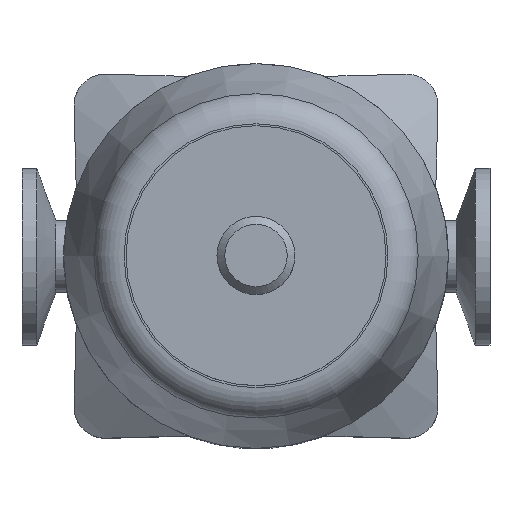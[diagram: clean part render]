
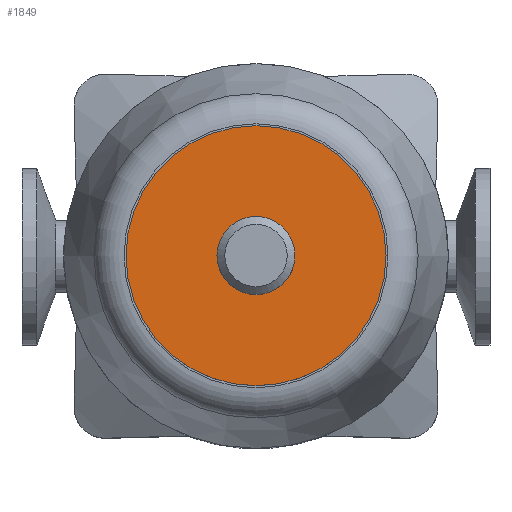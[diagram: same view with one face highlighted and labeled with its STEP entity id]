
A CAD part, top view. The second image highlights one B-rep face of the part: STEP entity #1849.
In plain terms, the highlighted planar face has unit normal (0, 0, 1).
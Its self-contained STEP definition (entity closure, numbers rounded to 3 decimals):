
#155=PLANE('',#2081);
#265=FACE_OUTER_BOUND('',#389,.T.);
#389=EDGE_LOOP('',(#1663));
#749=CIRCLE('',#2082,25.);
#913=VERTEX_POINT('',#3405);
#1170=EDGE_CURVE('',#913,#913,#749,.T.);
#1663=ORIENTED_EDGE('',*,*,#1170,.F.);
#1849=ADVANCED_FACE('',(#265),#155,.T.);
#2081=AXIS2_PLACEMENT_3D('',#3404,#2621,#2622);
#2082=AXIS2_PLACEMENT_3D('',#3406,#2623,#2624);
#2621=DIRECTION('center_axis',(0.,0.,1.));
#2622=DIRECTION('ref_axis',(1.,0.,0.));
#2623=DIRECTION('center_axis',(0.,0.,-1.));
#2624=DIRECTION('ref_axis',(-1.,0.,0.));
#3404=CARTESIAN_POINT('Origin',(-16.25,0.,92.35));
#3405=CARTESIAN_POINT('',(25.,0.,92.35));
#3406=CARTESIAN_POINT('Origin',(0.,0.,92.35));
